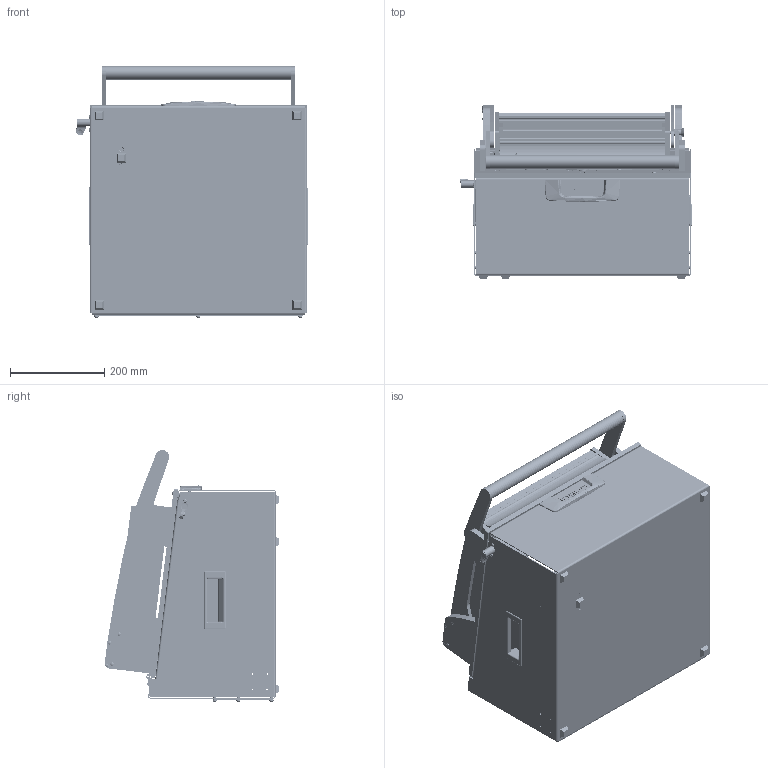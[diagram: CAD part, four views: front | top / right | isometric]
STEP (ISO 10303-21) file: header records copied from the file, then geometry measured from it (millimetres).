
FILE_DESCRIPTION (( 'STEP AP203' ), '1' );
FILE_NAME ('INGUN_55760.STEP', '2023-07-17T11:38:23', ( '' ), ( '' ), 'SwSTEP 2.0', 'SolidWorks 2021', '' );
FILE_SCHEMA (( 'CONFIG_CONTROL_DESIGN' ));
Length unit declared in the file: millimetre
Products named in the file (105): ISO7380~n_M05,0x020; 32462~0_S; 114909~0_S; 35664~1_S; 38564~0; 33453~5; 109977~0_KUNDE<S>; 2281~0; 43198~4_KUNDE<S>; 31109~0; 35334~0_S; K_02037~0_Standard ohne Dyn Punkt<Standard>; 29805~4_geschlossen<S>; 35151~0_S; 110705~2_S; 114566~0_S; 32171~0_S; DIN6325~n_03,0m6x010; DIN7991~n_M03,0x016 VA; 8804~0; 109987~0_KUNDE<S>; 43582~9_KUNDE<S>; 43199~2_KUNDE<S>; 30758_01~0_S; DIN914~n_M04,0x05; DIN125~n_06,4 M06,0 Fase; 110443~0_S; 20901~0_Abstand 296<Standard>; 20902~0; DIN7991~n_M05,0x020; 109963~0_KUNDE<S>; 31199~3_S; 2281~0_180ø<Standard>; K_02038~0; 109128~0_S; 30984~0_S; 30955~0_S; 35716~2; DIN6325~n_04,0m6x014; DIN7991~n_M05,0x012 ...
Assembly tree (219 placements, depth 6):
  INGUN_55760
    114909~0_S
      33453~5
      30758~0_S  x2
        30758_01~0_S
        30758_02~0_S
        38564~0
      20902~0
      2720~0  x5
      53032~0_S
      20901~0_Abstand 296<Standard>
        20901~0_ohne Schiebeteil<Standard>
        20901_01~0
      32462~0_S
      32171~0_S
      29805~4_geschlossen<S>
        110322~4_S
        110705~2_S
        30984~0_S
        110231~1_S
        110443~0_S
        30112~0
        ISO7380~n_M05,0x030
        ISO7380~n_M04,0x008  x2
        DIN914~n_M04,0x05
      35334~0_S
      DIN7991~n_M05,0x016
      DIN7991~n_M05,0x012  x2
      8804~0
      DIN985-A2~n_M05,0  x3
      DIN125~n_05,3 M05,0 Fase  x2
    43530~6_KUNDE<S>
      109981~1_S
        43492~5
        35661~4_S
        35662~11_S
        35663~9_S
        2281~0_180ø<Standard>  x2
          2281~0
        112064~0_S  x2
        53031~0_S
        35649~1_S
        35651~1_S
        31253~0_S
        30955~0_S
        30915~0
        ASR~asr_拱04,2x07x拌8  x2
        2528~0  x2
        31109~0
        35664~1_S
        114566~0_S  x2
          112087~1_S
            111995~2_S
            112086~2_S
            DIN125~n_05,3 M05,0 Fase
          49317~0
          DIN912~n_M04,0x016
          DIN125~n_04,3 M04,0
          DIN125~n_06,4 M06,0 Fase
        DIN6325~n_04,0m6x016  x2
Bounding box: 491.5 x 369.75 x 533.52 mm (x, y, z)
Volume: 5109157 mm3; surface area: 2990344.3 mm2
Topology: 239 solids, 239 shells, 5572 faces, 13897 edges, 8850 vertices
Faces by surface type: cylinder 2267, plane 2173, cone 705, bspline 234, torus 97, sphere 96
Entity records: 125032 total; most frequent: CARTESIAN_POINT 28499, DIRECTION 17953, ORIENTED_EDGE 16614, EDGE_CURVE 8307, AXIS2_PLACEMENT_3D 6743, VERTEX_POINT 5343, LINE 4467, VECTOR 4467
